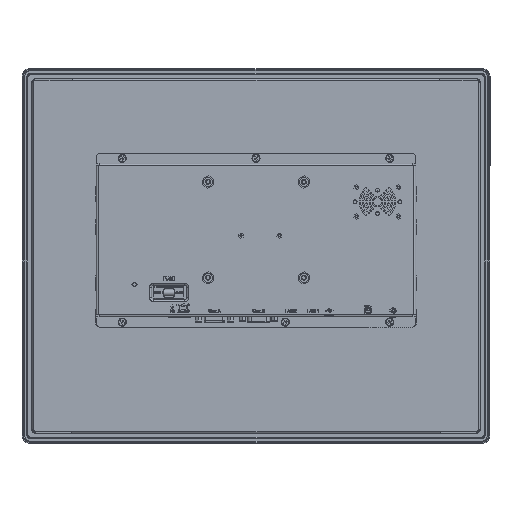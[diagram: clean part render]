
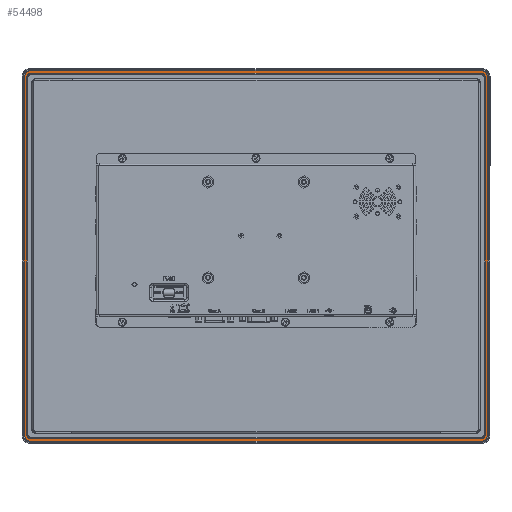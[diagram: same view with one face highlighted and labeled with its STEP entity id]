
A CAD part, top view. The second image highlights one B-rep face of the part: STEP entity #54498.
In plain terms, the highlighted planar face has unit normal (0, 0, 1).
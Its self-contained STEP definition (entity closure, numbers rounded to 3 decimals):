
#95 = CARTESIAN_POINT ( 'NONE',  ( -176., 139.5, 2.68 ) ) ;
#684 = DIRECTION ( 'NONE',  ( 0., 0., 1. ) ) ;
#707 = CARTESIAN_POINT ( 'NONE',  ( 179.344, -364.467, 2.68 ) ) ;
#957 = LINE ( 'NONE', #17720, #3350 ) ;
#1208 = ORIENTED_EDGE ( 'NONE', *, *, #32894, .T. ) ;
#1509 = VERTEX_POINT ( 'NONE', #29400 ) ;
#2449 = CARTESIAN_POINT ( 'NONE',  ( 0., 144.844, 2.68 ) ) ;
#2546 = VECTOR ( 'NONE', #65331, 1000. ) ;
#2576 = DIRECTION ( 'NONE',  ( 0., 0., 1. ) ) ;
#3350 = VECTOR ( 'NONE', #16992, 1000. ) ;
#3530 = DIRECTION ( 'NONE',  ( 1., 0., 0. ) ) ;
#3809 = ORIENTED_EDGE ( 'NONE', *, *, #56409, .F. ) ;
#4733 = DIRECTION ( 'NONE',  ( 1., 0., 0. ) ) ;
#5085 = EDGE_CURVE ( 'NONE', #35421, #43598, #35004, .T. ) ;
#5295 = EDGE_CURVE ( 'NONE', #43598, #30784, #65116, .T. ) ;
#5321 = AXIS2_PLACEMENT_3D ( 'NONE', #69932, #53565, #36892 ) ;
#6190 = ORIENTED_EDGE ( 'NONE', *, *, #11375, .F. ) ;
#7256 = CARTESIAN_POINT ( 'NONE',  ( 176., -139.5, 2.68 ) ) ;
#7470 = ORIENTED_EDGE ( 'NONE', *, *, #14362, .T. ) ;
#8101 = ORIENTED_EDGE ( 'NONE', *, *, #17462, .F. ) ;
#8959 = VERTEX_POINT ( 'NONE', #18115 ) ;
#9392 = CIRCLE ( 'NONE', #62679, 3.344 ) ;
#9442 = CIRCLE ( 'NONE', #49112, 5.344 ) ;
#11048 = DIRECTION ( 'NONE',  ( 0., 1., 0. ) ) ;
#11375 = EDGE_CURVE ( 'NONE', #30655, #18714, #27726, .T. ) ;
#11933 = VERTEX_POINT ( 'NONE', #46927 ) ;
#12094 = LINE ( 'NONE', #2449, #21479 ) ;
#13230 = CIRCLE ( 'NONE', #22288, 5.344 ) ;
#13275 = DIRECTION ( 'NONE',  ( 1., 0., 0. ) ) ;
#13550 = EDGE_CURVE ( 'NONE', #37821, #30655, #9392, .T. ) ;
#13862 = VERTEX_POINT ( 'NONE', #57670 ) ;
#13955 = ORIENTED_EDGE ( 'NONE', *, *, #49968, .F. ) ;
#13958 = EDGE_CURVE ( 'NONE', #25640, #41175, #58196, .T. ) ;
#14032 = LINE ( 'NONE', #59371, #42482 ) ;
#14084 = AXIS2_PLACEMENT_3D ( 'NONE', #7256, #38498, #17957 ) ;
#14362 = EDGE_CURVE ( 'NONE', #30784, #1509, #957, .T. ) ;
#14551 = EDGE_CURVE ( 'NONE', #40716, #11933, #65736, .T. ) ;
#14967 = CARTESIAN_POINT ( 'NONE',  ( -179.344, -364.467, 2.68 ) ) ;
#14982 = VERTEX_POINT ( 'NONE', #66770 ) ;
#16992 = DIRECTION ( 'NONE',  ( 0., 1., 0. ) ) ;
#17462 = EDGE_CURVE ( 'NONE', #47051, #25640, #45722, .T. ) ;
#17720 = CARTESIAN_POINT ( 'NONE',  ( 181.344, -364.467, 2.68 ) ) ;
#17852 = EDGE_CURVE ( 'NONE', #14982, #35421, #9442, .T. ) ;
#17957 = DIRECTION ( 'NONE',  ( 1., 0., 0. ) ) ;
#18094 = CARTESIAN_POINT ( 'NONE',  ( 176., 139.5, 2.68 ) ) ;
#18115 = CARTESIAN_POINT ( 'NONE',  ( 176., 144.844, 2.68 ) ) ;
#18275 = CARTESIAN_POINT ( 'NONE',  ( -176., 139.5, 2.68 ) ) ;
#18714 = VERTEX_POINT ( 'NONE', #28824 ) ;
#18944 = CIRCLE ( 'NONE', #30205, 3.344 ) ;
#19741 = CARTESIAN_POINT ( 'NONE',  ( 176., -142.844, 2.68 ) ) ;
#20594 = VERTEX_POINT ( 'NONE', #29814 ) ;
#21479 = VECTOR ( 'NONE', #66053, 1000. ) ;
#22288 = AXIS2_PLACEMENT_3D ( 'NONE', #37146, #59448, #32154 ) ;
#23170 = VECTOR ( 'NONE', #46906, 1000. ) ;
#23426 = PLANE ( 'NONE',  #41075 ) ;
#24462 = DIRECTION ( 'NONE',  ( 1., 0., 0. ) ) ;
#24579 = ORIENTED_EDGE ( 'NONE', *, *, #63327, .F. ) ;
#25161 = CARTESIAN_POINT ( 'NONE',  ( 179.344, -139.5, 2.68 ) ) ;
#25640 = VERTEX_POINT ( 'NONE', #48727 ) ;
#26329 = EDGE_LOOP ( 'NONE', ( #1208, #67829, #33018, #64944, #53480, #58371, #56098, #7470 ) ) ;
#27726 = LINE ( 'NONE', #707, #35312 ) ;
#28583 = EDGE_CURVE ( 'NONE', #8959, #40716, #12094, .T. ) ;
#28759 = CARTESIAN_POINT ( 'NONE',  ( -181.344, -364.467, 2.68 ) ) ;
#28824 = CARTESIAN_POINT ( 'NONE',  ( 179.344, 139.5, 2.68 ) ) ;
#29102 = DIRECTION ( 'NONE',  ( 1., 0., 0. ) ) ;
#29400 = CARTESIAN_POINT ( 'NONE',  ( 181.344, 139.5, 2.68 ) ) ;
#29814 = CARTESIAN_POINT ( 'NONE',  ( 176., 142.844, 2.68 ) ) ;
#30205 = AXIS2_PLACEMENT_3D ( 'NONE', #18094, #39689, #61320 ) ;
#30655 = VERTEX_POINT ( 'NONE', #25161 ) ;
#30784 = VERTEX_POINT ( 'NONE', #64160 ) ;
#30934 = AXIS2_PLACEMENT_3D ( 'NONE', #18275, #2576, #13275 ) ;
#31221 = DIRECTION ( 'NONE',  ( 0., 0., 1. ) ) ;
#32154 = DIRECTION ( 'NONE',  ( 1., 0., 0. ) ) ;
#32894 = EDGE_CURVE ( 'NONE', #1509, #8959, #13230, .T. ) ;
#33011 = FACE_BOUND ( 'NONE', #34370, .T. ) ;
#33018 = ORIENTED_EDGE ( 'NONE', *, *, #14551, .T. ) ;
#34066 = LINE ( 'NONE', #28759, #2546 ) ;
#34370 = EDGE_LOOP ( 'NONE', ( #13955, #6190, #64214, #3809, #24579, #55994, #8101, #51894 ) ) ;
#34840 = VECTOR ( 'NONE', #42228, 1000. ) ;
#35004 = LINE ( 'NONE', #56620, #60498 ) ;
#35312 = VECTOR ( 'NONE', #11048, 1000. ) ;
#35421 = VERTEX_POINT ( 'NONE', #43552 ) ;
#36892 = DIRECTION ( 'NONE',  ( 1., 0., 0. ) ) ;
#37146 = CARTESIAN_POINT ( 'NONE',  ( 176., 139.5, 2.68 ) ) ;
#37821 = VERTEX_POINT ( 'NONE', #19741 ) ;
#38306 = CARTESIAN_POINT ( 'NONE',  ( 0., 142.844, 2.68 ) ) ;
#38498 = DIRECTION ( 'NONE',  ( 0., 0., 1. ) ) ;
#39689 = DIRECTION ( 'NONE',  ( 0., 0., 1. ) ) ;
#40716 = VERTEX_POINT ( 'NONE', #59370 ) ;
#41075 = AXIS2_PLACEMENT_3D ( 'NONE', #46816, #62753, #24462 ) ;
#41175 = VERTEX_POINT ( 'NONE', #55414 ) ;
#42228 = DIRECTION ( 'NONE',  ( -1., 0., 0. ) ) ;
#42482 = VECTOR ( 'NONE', #65108, 1000. ) ;
#43454 = DIRECTION ( 'NONE',  ( 0., 0., 1. ) ) ;
#43552 = CARTESIAN_POINT ( 'NONE',  ( -176., -144.844, 2.68 ) ) ;
#43598 = VERTEX_POINT ( 'NONE', #45095 ) ;
#45095 = CARTESIAN_POINT ( 'NONE',  ( 176., -144.844, 2.68 ) ) ;
#45377 = AXIS2_PLACEMENT_3D ( 'NONE', #95, #43454, #4733 ) ;
#45684 = DIRECTION ( 'NONE',  ( 1., 0., 0. ) ) ;
#45722 = CIRCLE ( 'NONE', #30934, 3.344 ) ;
#46816 = CARTESIAN_POINT ( 'NONE',  ( 182.8, -146.3, 2.68 ) ) ;
#46906 = DIRECTION ( 'NONE',  ( 0., -1., 0. ) ) ;
#46927 = CARTESIAN_POINT ( 'NONE',  ( -181.344, 139.5, 2.68 ) ) ;
#47051 = VERTEX_POINT ( 'NONE', #56590 ) ;
#48727 = CARTESIAN_POINT ( 'NONE',  ( -179.344, 139.5, 2.68 ) ) ;
#49112 = AXIS2_PLACEMENT_3D ( 'NONE', #58500, #31221, #3530 ) ;
#49968 = EDGE_CURVE ( 'NONE', #18714, #20594, #18944, .T. ) ;
#50366 = FACE_OUTER_BOUND ( 'NONE', #26329, .T. ) ;
#51894 = ORIENTED_EDGE ( 'NONE', *, *, #63359, .F. ) ;
#53235 = CARTESIAN_POINT ( 'NONE',  ( 176., -139.5, 2.68 ) ) ;
#53480 = ORIENTED_EDGE ( 'NONE', *, *, #17852, .T. ) ;
#53565 = DIRECTION ( 'NONE',  ( 0., 0., 1. ) ) ;
#54493 = EDGE_CURVE ( 'NONE', #11933, #14982, #34066, .T. ) ;
#54498 = ADVANCED_FACE ( 'NONE', ( #50366, #33011 ), #23426, .T. ) ;
#55414 = CARTESIAN_POINT ( 'NONE',  ( -179.344, -139.5, 2.68 ) ) ;
#55994 = ORIENTED_EDGE ( 'NONE', *, *, #13958, .F. ) ;
#56098 = ORIENTED_EDGE ( 'NONE', *, *, #5295, .T. ) ;
#56331 = CIRCLE ( 'NONE', #5321, 3.344 ) ;
#56409 = EDGE_CURVE ( 'NONE', #13862, #37821, #14032, .T. ) ;
#56590 = CARTESIAN_POINT ( 'NONE',  ( -176., 142.844, 2.68 ) ) ;
#56620 = CARTESIAN_POINT ( 'NONE',  ( 0., -144.844, 2.68 ) ) ;
#57670 = CARTESIAN_POINT ( 'NONE',  ( -176., -142.844, 2.68 ) ) ;
#58196 = LINE ( 'NONE', #14967, #23170 ) ;
#58371 = ORIENTED_EDGE ( 'NONE', *, *, #5085, .T. ) ;
#58500 = CARTESIAN_POINT ( 'NONE',  ( -176., -139.5, 2.68 ) ) ;
#58861 = LINE ( 'NONE', #38306, #34840 ) ;
#59370 = CARTESIAN_POINT ( 'NONE',  ( -176., 144.844, 2.68 ) ) ;
#59371 = CARTESIAN_POINT ( 'NONE',  ( 0., -142.844, 2.68 ) ) ;
#59448 = DIRECTION ( 'NONE',  ( 0., 0., 1. ) ) ;
#60498 = VECTOR ( 'NONE', #45684, 1000. ) ;
#61320 = DIRECTION ( 'NONE',  ( 1., 0., 0. ) ) ;
#62679 = AXIS2_PLACEMENT_3D ( 'NONE', #53235, #684, #29102 ) ;
#62753 = DIRECTION ( 'NONE',  ( 0., 0., 1. ) ) ;
#63327 = EDGE_CURVE ( 'NONE', #41175, #13862, #56331, .T. ) ;
#63359 = EDGE_CURVE ( 'NONE', #20594, #47051, #58861, .T. ) ;
#64160 = CARTESIAN_POINT ( 'NONE',  ( 181.344, -139.5, 2.68 ) ) ;
#64214 = ORIENTED_EDGE ( 'NONE', *, *, #13550, .F. ) ;
#64944 = ORIENTED_EDGE ( 'NONE', *, *, #54493, .T. ) ;
#65108 = DIRECTION ( 'NONE',  ( 1., 0., 0. ) ) ;
#65116 = CIRCLE ( 'NONE', #14084, 5.344 ) ;
#65331 = DIRECTION ( 'NONE',  ( 0., -1., 0. ) ) ;
#65736 = CIRCLE ( 'NONE', #45377, 5.344 ) ;
#66053 = DIRECTION ( 'NONE',  ( -1., 0., 0. ) ) ;
#66770 = CARTESIAN_POINT ( 'NONE',  ( -181.344, -139.5, 2.68 ) ) ;
#67829 = ORIENTED_EDGE ( 'NONE', *, *, #28583, .T. ) ;
#69932 = CARTESIAN_POINT ( 'NONE',  ( -176., -139.5, 2.68 ) ) ;
